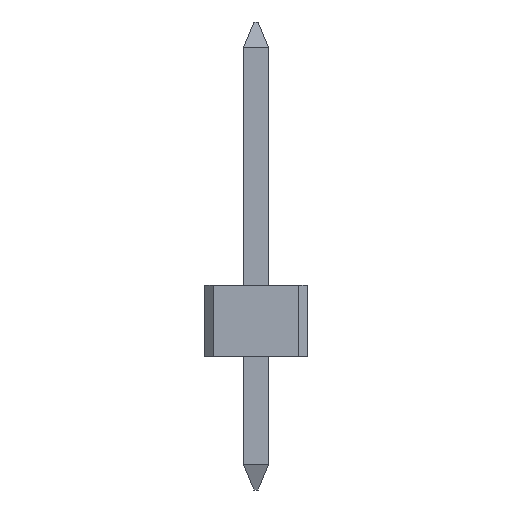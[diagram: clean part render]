
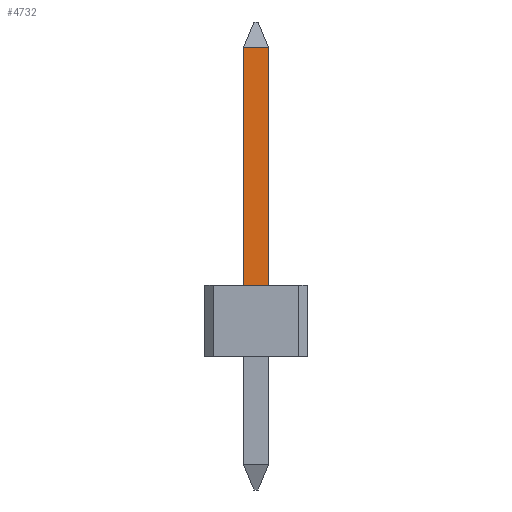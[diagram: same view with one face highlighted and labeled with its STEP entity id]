
A CAD part, left-side view. The second image highlights one B-rep face of the part: STEP entity #4732.
In plain terms, the highlighted planar face has unit normal (-1, 0, 0).
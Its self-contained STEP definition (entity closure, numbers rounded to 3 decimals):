
#4693=CARTESIAN_POINT('',(-0.3,-0.3,-8.5));
#4694=DIRECTION('',(-1.0,0.0,0.0));
#4695=DIRECTION('',(0.0,0.0,1.0));
#4696=AXIS2_PLACEMENT_3D('',#4693,#4694,#4695);
#4697=PLANE('',#4696);
#4698=CARTESIAN_POINT('',(-0.3,0.3,7.4));
#4699=VERTEX_POINT('',#4698);
#4700=CARTESIAN_POINT('',(-0.3,-0.3,7.4));
#4701=VERTEX_POINT('',#4700);
#4702=CARTESIAN_POINT('',(-0.3,0.3,7.4));
#4703=DIRECTION('',(0.0,-1.0,0.0));
#4704=VECTOR('',#4703,0.6);
#4705=LINE('',#4702,#4704);
#4706=EDGE_CURVE('',#4699,#4701,#4705,.T.);
#4707=ORIENTED_EDGE('',*,*,#4706,.F.);
#4708=CARTESIAN_POINT('',(-0.3,0.3,1.7));
#4709=VERTEX_POINT('',#4708);
#4710=CARTESIAN_POINT('',(-0.3,0.3,1.7));
#4711=DIRECTION('',(0.0,0.0,1.0));
#4712=VECTOR('',#4711,5.7);
#4713=LINE('',#4710,#4712);
#4714=EDGE_CURVE('',#4709,#4699,#4713,.T.);
#4715=ORIENTED_EDGE('',*,*,#4714,.F.);
#4716=CARTESIAN_POINT('',(-0.3,-0.3,1.7));
#4717=VERTEX_POINT('',#4716);
#4718=CARTESIAN_POINT('',(-0.3,-0.3,1.7));
#4719=DIRECTION('',(0.0,1.0,0.0));
#4720=VECTOR('',#4719,0.6);
#4721=LINE('',#4718,#4720);
#4722=EDGE_CURVE('',#4717,#4709,#4721,.T.);
#4723=ORIENTED_EDGE('',*,*,#4722,.F.);
#4724=CARTESIAN_POINT('',(-0.3,-0.3,1.7));
#4725=DIRECTION('',(0.0,0.0,1.0));
#4726=VECTOR('',#4725,5.7);
#4727=LINE('',#4724,#4726);
#4728=EDGE_CURVE('',#4717,#4701,#4727,.T.);
#4729=ORIENTED_EDGE('',*,*,#4728,.T.);
#4730=EDGE_LOOP('',(#4707,#4715,#4723,#4729));
#4731=FACE_OUTER_BOUND('',#4730,.T.);
#4732=ADVANCED_FACE('',(#4731),#4697,.T.);
